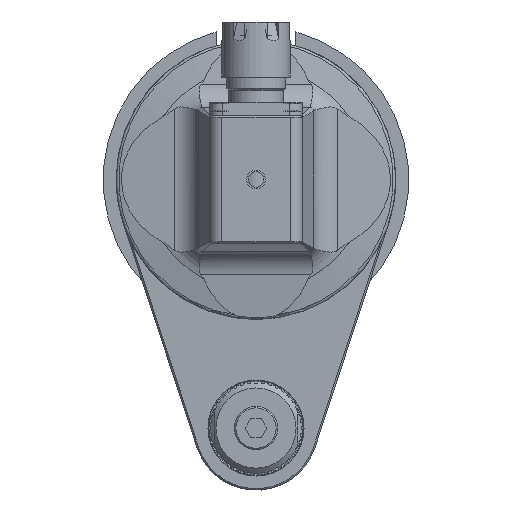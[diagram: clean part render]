
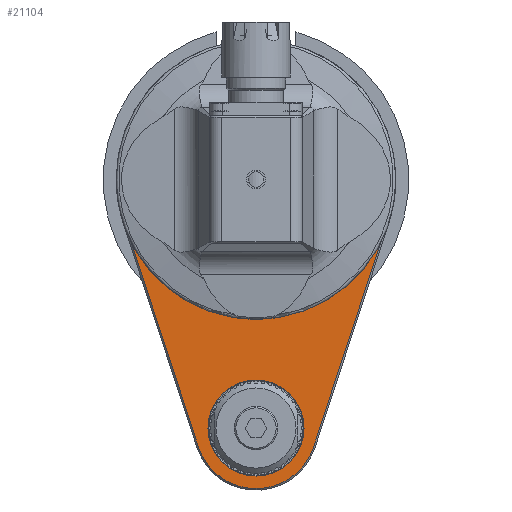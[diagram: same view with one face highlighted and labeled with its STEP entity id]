
A CAD part, front view. The second image highlights one B-rep face of the part: STEP entity #21104.
In plain terms, the highlighted planar face has unit normal (0, -1, 0).
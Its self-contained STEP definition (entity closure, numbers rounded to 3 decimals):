
#831=FACE_BOUND('',#7391,.T.);
#1281=PLANE('',#22943);
#2762=LINE('',#37872,#4590);
#2763=LINE('',#37874,#4591);
#2764=LINE('',#37878,#4592);
#2765=LINE('',#37882,#4593);
#2766=LINE('',#37886,#4594);
#2767=LINE('',#37888,#4595);
#2768=LINE('',#37892,#4596);
#2769=LINE('',#37896,#4597);
#4590=VECTOR('',#27610,0.703);
#4591=VECTOR('',#27611,0.703);
#4592=VECTOR('',#27614,10.);
#4593=VECTOR('',#27617,10.);
#4594=VECTOR('',#27620,0.703);
#4595=VECTOR('',#27621,0.703);
#4596=VECTOR('',#27624,10.);
#4597=VECTOR('',#27627,10.);
#6134=FACE_OUTER_BOUND('',#7390,.T.);
#7390=EDGE_LOOP('',(#18158,#18159,#18160,#18161,#18162,#18163,#18164,#18165,
#18166,#18167,#18168,#18169,#18170,#18171));
#7391=EDGE_LOOP('',(#18172));
#8441=CIRCLE('',#22942,15.45);
#8442=CIRCLE('',#22944,44.5);
#8443=CIRCLE('',#22945,19.5);
#8444=CIRCLE('',#22946,44.5);
#8445=CIRCLE('',#22947,44.5);
#8446=CIRCLE('',#22948,30.5);
#8447=CIRCLE('',#22949,44.5);
#10254=VERTEX_POINT('',#37866);
#10255=VERTEX_POINT('',#37870);
#10256=VERTEX_POINT('',#37871);
#10257=VERTEX_POINT('',#37873);
#10258=VERTEX_POINT('',#37875);
#10259=VERTEX_POINT('',#37877);
#10260=VERTEX_POINT('',#37879);
#10261=VERTEX_POINT('',#37881);
#10262=VERTEX_POINT('',#37883);
#10263=VERTEX_POINT('',#37885);
#10264=VERTEX_POINT('',#37887);
#10265=VERTEX_POINT('',#37889);
#10266=VERTEX_POINT('',#37891);
#10267=VERTEX_POINT('',#37893);
#10268=VERTEX_POINT('',#37895);
#13011=EDGE_CURVE('',#10254,#10254,#8441,.T.);
#13012=EDGE_CURVE('',#10255,#10256,#2762,.T.);
#13013=EDGE_CURVE('',#10257,#10255,#2763,.T.);
#13014=EDGE_CURVE('',#10258,#10257,#8442,.T.);
#13015=EDGE_CURVE('',#10259,#10258,#2764,.T.);
#13016=EDGE_CURVE('',#10260,#10259,#8443,.T.);
#13017=EDGE_CURVE('',#10261,#10260,#2765,.T.);
#13018=EDGE_CURVE('',#10262,#10261,#8444,.T.);
#13019=EDGE_CURVE('',#10263,#10262,#2766,.T.);
#13020=EDGE_CURVE('',#10264,#10263,#2767,.T.);
#13021=EDGE_CURVE('',#10265,#10264,#8445,.T.);
#13022=EDGE_CURVE('',#10266,#10265,#2768,.T.);
#13023=EDGE_CURVE('',#10267,#10266,#8446,.T.);
#13024=EDGE_CURVE('',#10267,#10268,#2769,.T.);
#13025=EDGE_CURVE('',#10256,#10268,#8447,.T.);
#18158=ORIENTED_EDGE('',*,*,#13012,.F.);
#18159=ORIENTED_EDGE('',*,*,#13013,.F.);
#18160=ORIENTED_EDGE('',*,*,#13014,.F.);
#18161=ORIENTED_EDGE('',*,*,#13015,.F.);
#18162=ORIENTED_EDGE('',*,*,#13016,.F.);
#18163=ORIENTED_EDGE('',*,*,#13017,.F.);
#18164=ORIENTED_EDGE('',*,*,#13018,.F.);
#18165=ORIENTED_EDGE('',*,*,#13019,.F.);
#18166=ORIENTED_EDGE('',*,*,#13020,.F.);
#18167=ORIENTED_EDGE('',*,*,#13021,.F.);
#18168=ORIENTED_EDGE('',*,*,#13022,.F.);
#18169=ORIENTED_EDGE('',*,*,#13023,.F.);
#18170=ORIENTED_EDGE('',*,*,#13024,.T.);
#18171=ORIENTED_EDGE('',*,*,#13025,.F.);
#18172=ORIENTED_EDGE('',*,*,#13011,.F.);
#21104=ADVANCED_FACE('',(#6134,#831),#1281,.F.);
#22942=AXIS2_PLACEMENT_3D('',#37868,#27606,#27607);
#22943=AXIS2_PLACEMENT_3D('',#37869,#27608,#27609);
#22944=AXIS2_PLACEMENT_3D('',#37876,#27612,#27613);
#22945=AXIS2_PLACEMENT_3D('',#37880,#27615,#27616);
#22946=AXIS2_PLACEMENT_3D('',#37884,#27618,#27619);
#22947=AXIS2_PLACEMENT_3D('',#37890,#27622,#27623);
#22948=AXIS2_PLACEMENT_3D('',#37894,#27625,#27626);
#22949=AXIS2_PLACEMENT_3D('',#37897,#27628,#27629);
#27606=DIRECTION('center_axis',(0.,-1.,0.));
#27607=DIRECTION('ref_axis',(1.,0.,0.));
#27608=DIRECTION('center_axis',(0.,1.,0.));
#27609=DIRECTION('ref_axis',(1.,0.,0.));
#27610=DIRECTION('',(-0.707,0.,0.707));
#27611=DIRECTION('',(0.707,0.,0.707));
#27612=DIRECTION('center_axis',(0.,1.,0.));
#27613=DIRECTION('ref_axis',(-0.95,0.,-0.313));
#27614=DIRECTION('',(-0.313,0.,0.95));
#27615=DIRECTION('center_axis',(0.,1.,0.));
#27616=DIRECTION('ref_axis',(0.,0.,-1.));
#27617=DIRECTION('',(-0.313,0.,-0.95));
#27618=DIRECTION('center_axis',(0.,1.,0.));
#27619=DIRECTION('ref_axis',(1.,0.,-0.011));
#27620=DIRECTION('',(0.707,0.,-0.707));
#27621=DIRECTION('',(-0.707,0.,-0.707));
#27622=DIRECTION('center_axis',(0.,1.,0.));
#27623=DIRECTION('ref_axis',(0.017,0.,1.));
#27624=DIRECTION('',(0.,0.,1.));
#27625=DIRECTION('center_axis',(0.,-1.,0.));
#27626=DIRECTION('ref_axis',(0.025,0.,-1.));
#27627=DIRECTION('',(0.,0.,1.));
#27628=DIRECTION('center_axis',(0.,1.,0.));
#27629=DIRECTION('ref_axis',(-1.,0.,0.011));
#37866=CARTESIAN_POINT('',(0.,0.,-95.45));
#37868=CARTESIAN_POINT('Origin',(0.,0.,
-80.));
#37869=CARTESIAN_POINT('Origin',(0.,0.,0.));
#37870=CARTESIAN_POINT('',(-44.,0.,0.));
#37871=CARTESIAN_POINT('',(-44.497,0.,0.497));
#37872=CARTESIAN_POINT('',(-44.,0.,0.));
#37873=CARTESIAN_POINT('',(-44.497,0.,-0.497));
#37874=CARTESIAN_POINT('',(-44.497,0.,-0.497));
#37875=CARTESIAN_POINT('',(-42.271,0.,-13.906));
#37876=CARTESIAN_POINT('Origin',(0.,0.,
0.));
#37877=CARTESIAN_POINT('',(-18.524,0.,-86.093));
#37878=CARTESIAN_POINT('',(-36.334,0.,-31.953));
#37879=CARTESIAN_POINT('',(18.524,0.,-86.093));
#37880=CARTESIAN_POINT('Origin',(0.,0.,
-80.));
#37881=CARTESIAN_POINT('',(42.271,0.,-13.906));
#37882=CARTESIAN_POINT('',(36.334,0.,-31.953));
#37883=CARTESIAN_POINT('',(44.497,0.,-0.497));
#37884=CARTESIAN_POINT('Origin',(0.,0.,
0.));
#37885=CARTESIAN_POINT('',(44.,0.,0.));
#37886=CARTESIAN_POINT('',(44.,0.,0.));
#37887=CARTESIAN_POINT('',(44.497,0.,0.497));
#37888=CARTESIAN_POINT('',(44.497,0.,0.497));
#37889=CARTESIAN_POINT('',(0.75,0.,44.493));
#37890=CARTESIAN_POINT('Origin',(0.,0.,0.));
#37891=CARTESIAN_POINT('',(0.75,0.,30.491));
#37892=CARTESIAN_POINT('',(0.75,0.,11.654));
#37893=CARTESIAN_POINT('',(-0.75,0.,30.491));
#37894=CARTESIAN_POINT('Origin',(0.,0.,
0.));
#37895=CARTESIAN_POINT('',(-0.75,0.,44.493));
#37896=CARTESIAN_POINT('',(-0.75,0.,23.501));
#37897=CARTESIAN_POINT('Origin',(0.,0.,
0.));
